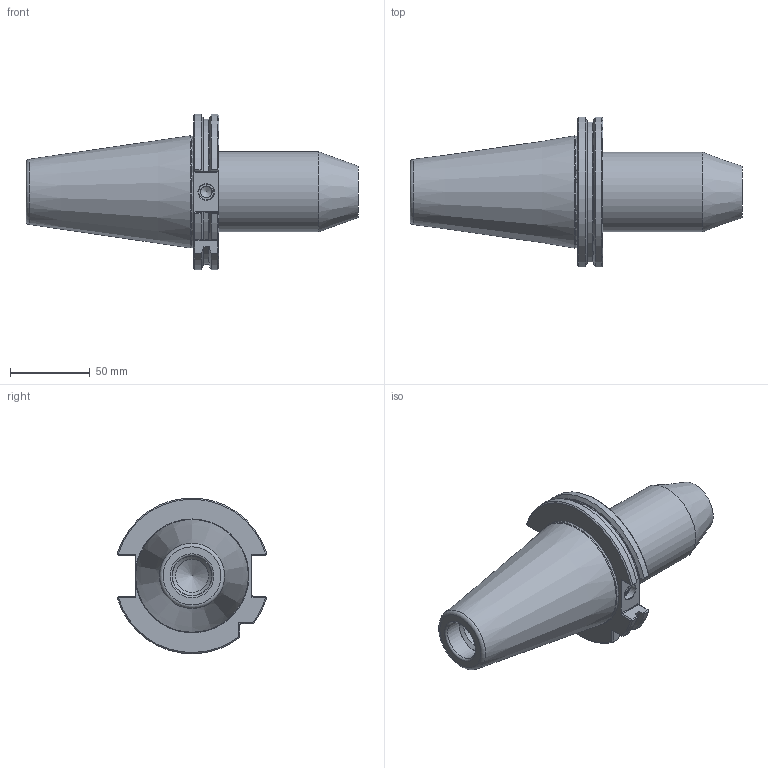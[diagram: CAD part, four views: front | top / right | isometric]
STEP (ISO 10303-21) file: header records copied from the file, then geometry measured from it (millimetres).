
FILE_DESCRIPTION( ( 'Unknown' ), '1' );
FILE_NAME( '225050103-B.stp', 'Unknown', ( 'Unknown' ), ( 'Unknown' ), 'PSStep 15.0.49', 'Unknown', ' ' );
FILE_SCHEMA( ( 'AUTOMOTIVE_DESIGN { 1 0 10303 214 1 1 1 1 }' ) );
Length unit declared in the file: millimetre
Products named in the file (1): 1
Bounding box: 207.6 x 93.58 x 97.32 mm (x, y, z)
Volume: 497967.4 mm3; surface area: 51460.5 mm2
Topology: 1 solids, 1 shells, 90 faces, 240 edges, 155 vertices
Faces by surface type: plane 41, cone 21, cylinder 19, torus 9
Full cylindrical faces by diameter (mm): 7 x1, 10 x1, 20.752 x1, 25 x1, 50 x1
Entity records: 3492 total; most frequent: CARTESIAN_POINT 649, ORIENTED_EDGE 436, DIRECTION 418, EDGE_CURVE 218, AXIS2_PLACEMENT_3D 161, VERTEX_POINT 152, EDGE_LOOP 110, FACE_OUTER_BOUND 98
